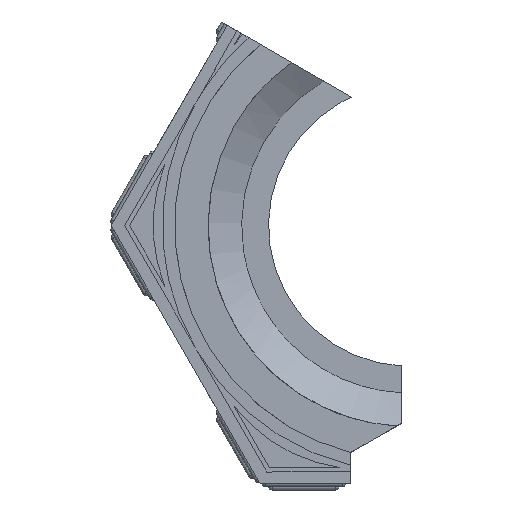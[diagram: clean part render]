
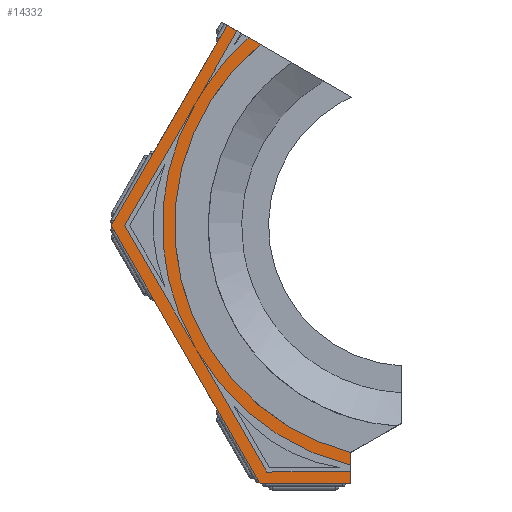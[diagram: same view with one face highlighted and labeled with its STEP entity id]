
A CAD part, top view. The second image highlights one B-rep face of the part: STEP entity #14332.
In plain terms, the highlighted planar face has unit normal (0, 0, 1).
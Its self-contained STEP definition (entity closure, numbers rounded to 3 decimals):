
#13896=CARTESIAN_POINT('',(-35.,-154.044,-49.9));
#13897=VERTEX_POINT('',#13896);
#13904=CARTESIAN_POINT('',(-89.02,-154.044,-49.9));
#13905=VERTEX_POINT('',#13904);
#13906=CARTESIAN_POINT('',(-35.,-154.044,-49.9));
#13907=DIRECTION('',(-1.,0.,0.));
#13908=VECTOR('',#13907,54.02);
#13909=LINE('',#13906,#13908);
#13910=EDGE_CURVE('',#13897,#13905,#13909,.T.);
#13926=CARTESIAN_POINT('',(-35.,-143.017,-49.9));
#13927=VERTEX_POINT('',#13926);
#13936=CARTESIAN_POINT('',(-126.79,-74.368,-49.9));
#13937=VERTEX_POINT('',#13936);
#13938=CARTESIAN_POINT('',(-1.322,-2.297,-49.9));
#13939=DIRECTION('',(-0.,-0.,-1.));
#13940=DIRECTION('',(0.866,-0.5,0.));
#13941=AXIS2_PLACEMENT_3D('',#13938,#13939,#13940);
#13942=CIRCLE('',#13941,144.694);
#13943=EDGE_CURVE('',#13927,#13937,#13942,.T.);
#13970=CARTESIAN_POINT('',(-35.,-147.066,-49.9));
#13971=VERTEX_POINT('',#13970);
#13986=CARTESIAN_POINT('',(-84.968,-147.176,-49.9));
#13987=VERTEX_POINT('',#13986);
#13994=CARTESIAN_POINT('',(-84.968,-147.176,-49.9));
#13995=DIRECTION('',(1.,0.002,0.));
#13996=VECTOR('',#13995,49.968);
#13997=LINE('',#13994,#13996);
#13998=EDGE_CURVE('',#13987,#13971,#13997,.T.);
#14057=CARTESIAN_POINT('',(-108.686,119.653,-49.9));
#14058=VERTEX_POINT('',#14057);
#14059=CARTESIAN_POINT('',(-177.862,-0.164,-49.9));
#14060=VERTEX_POINT('',#14059);
#14061=CARTESIAN_POINT('',(-108.686,119.653,-49.9));
#14062=DIRECTION('',(-0.5,-0.866,0.));
#14063=VECTOR('',#14062,138.352);
#14064=LINE('',#14061,#14063);
#14065=EDGE_CURVE('',#14058,#14060,#14064,.T.);
#14138=CARTESIAN_POINT('',(-89.02,-154.044,-49.9));
#14139=DIRECTION('',(-0.5,0.866,0.));
#14140=VECTOR('',#14139,177.685);
#14141=LINE('',#14138,#14140);
#14142=EDGE_CURVE('',#13905,#14060,#14141,.T.);
#14182=CARTESIAN_POINT('',(-465.088,274.346,-49.9));
#14183=DIRECTION('',(0.,0.,1.));
#14184=DIRECTION('',(0.866,-0.5,0.));
#14185=AXIS2_PLACEMENT_3D('',#14182,#14183,#14184);
#14186=PLANE('',#14185);
#14187=CARTESIAN_POINT('',(-102.745,116.223,-49.9));
#14188=VERTEX_POINT('',#14187);
#14189=CARTESIAN_POINT('',(-108.686,119.653,-49.9));
#14190=DIRECTION('',(0.866,-0.5,0.));
#14191=VECTOR('',#14190,6.86);
#14192=LINE('',#14189,#14191);
#14193=EDGE_CURVE('',#14058,#14188,#14192,.T.);
#14194=ORIENTED_EDGE('',*,*,#14193,.F.);
#14195=ORIENTED_EDGE('',*,*,#14065,.T.);
#14196=ORIENTED_EDGE('',*,*,#14142,.F.);
#14197=ORIENTED_EDGE('',*,*,#13910,.F.);
#14198=CARTESIAN_POINT('',(-35.,-154.044,-49.9));
#14199=DIRECTION('',(0.,1.,0.));
#14200=VECTOR('',#14199,6.978);
#14201=LINE('',#14198,#14200);
#14202=EDGE_CURVE('',#13897,#13971,#14201,.T.);
#14203=ORIENTED_EDGE('',*,*,#14202,.T.);
#14204=ORIENTED_EDGE('',*,*,#13998,.F.);
#14205=CARTESIAN_POINT('',(-84.968,-147.176,-49.9));
#14206=DIRECTION('',(-0.498,0.867,0.));
#14207=VECTOR('',#14206,83.965);
#14208=LINE('',#14205,#14207);
#14209=EDGE_CURVE('',#13987,#13937,#14208,.T.);
#14210=ORIENTED_EDGE('',*,*,#14209,.T.);
#14211=ORIENTED_EDGE('',*,*,#13943,.F.);
#14212=CARTESIAN_POINT('',(-35.,-135.602,-49.9));
#14213=VERTEX_POINT('',#14212);
#14214=CARTESIAN_POINT('',(-35.,-143.017,-49.9));
#14215=DIRECTION('',(0.,1.,0.));
#14216=VECTOR('',#14215,7.415);
#14217=LINE('',#14214,#14216);
#14218=EDGE_CURVE('',#13927,#14213,#14217,.T.);
#14219=ORIENTED_EDGE('',*,*,#14218,.T.);
#14220=CARTESIAN_POINT('',(-34.865,-135.524,-49.9));
#14221=VERTEX_POINT('',#14220);
#14222=CARTESIAN_POINT('',(-34.865,-135.524,-49.9));
#14223=DIRECTION('',(-0.866,-0.5,0.));
#14224=VECTOR('',#14223,0.155);
#14225=LINE('',#14222,#14224);
#14226=EDGE_CURVE('',#14221,#14213,#14225,.T.);
#14227=ORIENTED_EDGE('',*,*,#14226,.F.);
#14228=CARTESIAN_POINT('',(-88.923,108.243,-49.9));
#14229=VERTEX_POINT('',#14228);
#14230=CARTESIAN_POINT('',(-88.923,108.243,-49.9));
#14231=CARTESIAN_POINT('',(-92.429,105.362,-49.9));
#14232=CARTESIAN_POINT('',(-95.745,102.256,-49.9));
#14233=CARTESIAN_POINT('',(-100.765,97.554,-49.9));
#14234=CARTESIAN_POINT('',(-105.299,92.384,-49.9));
#14235=CARTESIAN_POINT('',(-109.834,87.213,-49.9));
#14236=CARTESIAN_POINT('',(-113.84,81.622,-49.9));
#14237=CARTESIAN_POINT('',(-117.847,76.031,-49.9));
#14238=CARTESIAN_POINT('',(-121.285,70.076,-49.9));
#14239=CARTESIAN_POINT('',(-124.724,64.119,-49.9));
#14240=CARTESIAN_POINT('',(-127.563,57.854,-49.9));
#14241=CARTESIAN_POINT('',(-130.402,51.589,-49.9));
#14242=CARTESIAN_POINT('',(-132.612,45.077,-49.9));
#14243=CARTESIAN_POINT('',(-134.823,38.564,-49.9));
#14244=CARTESIAN_POINT('',(-136.385,31.866,-49.9));
#14245=CARTESIAN_POINT('',(-137.947,25.167,-49.9));
#14246=CARTESIAN_POINT('',(-138.844,18.349,-49.9));
#14247=CARTESIAN_POINT('',(-139.742,11.53,-49.9));
#14248=CARTESIAN_POINT('',(-139.967,4.656,-49.9));
#14249=CARTESIAN_POINT('',(-140.192,-2.219,-49.9));
#14250=CARTESIAN_POINT('',(-139.742,-9.081,-49.9));
#14251=CARTESIAN_POINT('',(-139.292,-15.944,-49.9));
#14252=CARTESIAN_POINT('',(-138.172,-22.73,-49.9));
#14253=CARTESIAN_POINT('',(-137.051,-29.517,-49.9));
#14254=CARTESIAN_POINT('',(-135.272,-36.159,-49.9));
#14255=CARTESIAN_POINT('',(-133.491,-42.802,-49.9));
#14256=CARTESIAN_POINT('',(-131.069,-49.239,-49.9));
#14257=CARTESIAN_POINT('',(-128.646,-55.677,-49.9));
#14258=CARTESIAN_POINT('',(-125.604,-61.845,-49.9));
#14259=CARTESIAN_POINT('',(-122.562,-68.013,-49.9));
#14260=CARTESIAN_POINT('',(-118.93,-73.854,-49.9));
#14261=CARTESIAN_POINT('',(-115.298,-79.695,-49.9));
#14262=CARTESIAN_POINT('',(-111.111,-85.151,-49.9));
#14263=CARTESIAN_POINT('',(-106.925,-90.607,-49.9));
#14264=CARTESIAN_POINT('',(-102.223,-95.627,-49.9));
#14265=CARTESIAN_POINT('',(-97.521,-100.648,-49.9));
#14266=CARTESIAN_POINT('',(-92.35,-105.182,-49.9));
#14267=CARTESIAN_POINT('',(-87.179,-109.717,-49.9));
#14268=CARTESIAN_POINT('',(-81.589,-113.723,-49.9));
#14269=CARTESIAN_POINT('',(-75.997,-117.73,-49.9));
#14270=CARTESIAN_POINT('',(-70.042,-121.168,-49.9));
#14271=CARTESIAN_POINT('',(-64.086,-124.607,-49.9));
#14272=CARTESIAN_POINT('',(-57.821,-127.445,-49.9));
#14273=CARTESIAN_POINT('',(-51.555,-130.284,-49.9));
#14274=CARTESIAN_POINT('',(-45.043,-132.495,-49.9));
#14275=CARTESIAN_POINT('',(-40.01,-134.203,-49.9));
#14276=CARTESIAN_POINT('',(-34.865,-135.524,-49.9));
#14277=B_SPLINE_CURVE_WITH_KNOTS('',2,(#14230,#14231,#14232,#14233,#14234,#14235,#14236,#14237,#14238,#14239,#14240,#14241,#14242,#14243,#14244,#14245,#14246,#14247,#14248,#14249,#14250,#14251,#14252,#14253,#14254,#14255,
#14256,#14257,#14258,#14259,#14260,#14261,#14262,#14263,#14264,#14265,#14266,#14267,#14268,#14269,#14270,#14271,#14272,#14273,#14274,#14275,#14276),.UNSPECIFIED.,.F.,.F.,(3,2,2,2,2,2,2,2,2,2,2,2,2,2,2,2,2,2,2,2,2,2,2,3),(0.269,0.279,0.295,0.311,0.326,0.342,0.358,0.373,0.389,0.404,0.42,0.436,0.451,0.467,0.483,0.498,0.514,0.529,0.545,0.561,0.576,0.592,0.608,0.62),.UNSPECIFIED.);
#14278=EDGE_CURVE('',#14229,#14221,#14277,.T.);
#14279=ORIENTED_EDGE('',*,*,#14278,.F.);
#14280=CARTESIAN_POINT('',(-95.571,112.081,-49.9));
#14281=VERTEX_POINT('',#14280);
#14282=CARTESIAN_POINT('',(-95.571,112.081,-49.9));
#14283=DIRECTION('',(0.866,-0.5,0.));
#14284=VECTOR('',#14283,7.676);
#14285=LINE('',#14282,#14284);
#14286=EDGE_CURVE('',#14281,#14229,#14285,.T.);
#14287=ORIENTED_EDGE('',*,*,#14286,.F.);
#14288=CARTESIAN_POINT('',(-126.79,74.363,-49.9));
#14289=VERTEX_POINT('',#14288);
#14290=CARTESIAN_POINT('',(-1.322,2.292,-49.9));
#14291=DIRECTION('',(-0.,-0.,-1.));
#14292=DIRECTION('',(0.866,-0.5,0.));
#14293=AXIS2_PLACEMENT_3D('',#14290,#14291,#14292);
#14294=CIRCLE('',#14293,144.694);
#14295=EDGE_CURVE('',#14289,#14281,#14294,.T.);
#14296=ORIENTED_EDGE('',*,*,#14295,.F.);
#14297=CARTESIAN_POINT('',(-102.745,116.223,-49.9));
#14298=DIRECTION('',(-0.498,-0.867,0.));
#14299=VECTOR('',#14298,48.274);
#14300=LINE('',#14297,#14299);
#14301=EDGE_CURVE('',#14188,#14289,#14300,.T.);
#14302=ORIENTED_EDGE('',*,*,#14301,.F.);
#14303=EDGE_LOOP('',(#14194,#14195,#14196,#14197,#14203,#14204,#14210,#14211,#14219,#14227,#14279,#14287,#14296,#14302));
#14304=FACE_BOUND('',#14303,.T.);
#14305=CARTESIAN_POINT('',(-127.796,-72.626,-49.9));
#14306=VERTEX_POINT('',#14305);
#14307=CARTESIAN_POINT('',(-127.796,72.621,-49.9));
#14308=VERTEX_POINT('',#14307);
#14309=CARTESIAN_POINT('',(-2.647,-0.002,-49.9));
#14310=DIRECTION('',(-0.,-0.,-1.));
#14311=DIRECTION('',(0.866,-0.5,0.));
#14312=AXIS2_PLACEMENT_3D('',#14309,#14310,#14311);
#14313=CIRCLE('',#14312,144.694);
#14314=EDGE_CURVE('',#14306,#14308,#14313,.T.);
#14315=ORIENTED_EDGE('',*,*,#14314,.F.);
#14316=CARTESIAN_POINT('',(-169.939,-0.002,-49.9));
#14317=VERTEX_POINT('',#14316);
#14318=CARTESIAN_POINT('',(-169.939,-0.002,-49.9));
#14319=DIRECTION('',(0.502,-0.865,0.));
#14320=VECTOR('',#14319,83.965);
#14321=LINE('',#14318,#14320);
#14322=EDGE_CURVE('',#14317,#14306,#14321,.T.);
#14323=ORIENTED_EDGE('',*,*,#14322,.F.);
#14324=CARTESIAN_POINT('',(-169.939,-0.002,-49.9));
#14325=DIRECTION('',(0.502,0.865,0.));
#14326=VECTOR('',#14325,83.965);
#14327=LINE('',#14324,#14326);
#14328=EDGE_CURVE('',#14317,#14308,#14327,.T.);
#14329=ORIENTED_EDGE('',*,*,#14328,.T.);
#14330=EDGE_LOOP('',(#14315,#14323,#14329));
#14331=FACE_BOUND('',#14330,.T.);
#14332=ADVANCED_FACE('',(#14304,#14331),#14186,.T.);
